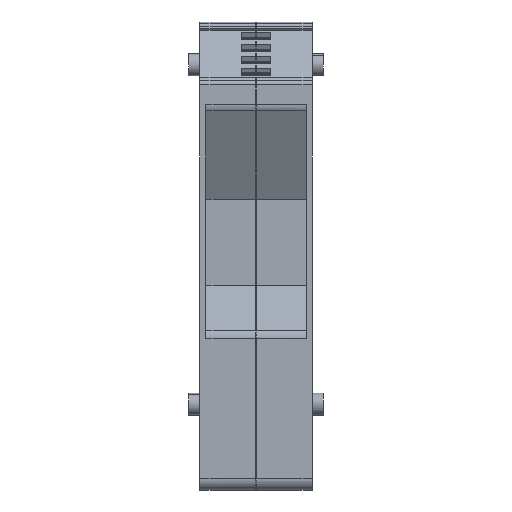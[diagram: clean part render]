
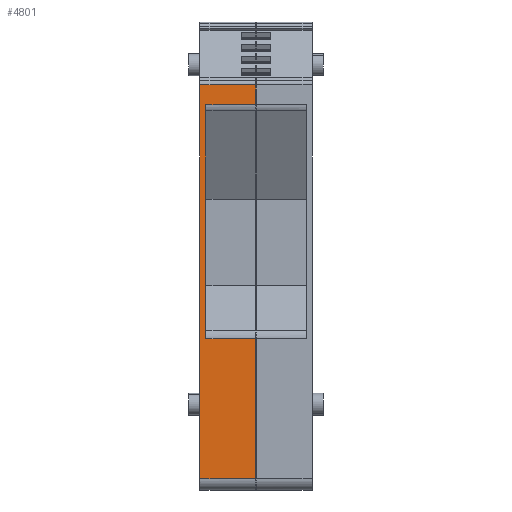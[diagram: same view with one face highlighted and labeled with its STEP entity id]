
A CAD part, front view. The second image highlights one B-rep face of the part: STEP entity #4801.
In plain terms, the highlighted planar face has unit normal (0, -1, 0).
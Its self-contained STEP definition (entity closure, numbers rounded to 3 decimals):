
#4761=AXIS2_PLACEMENT_3D('Plane Axis2P3D',#4758,#4759,#4760) ;
#808=CARTESIAN_POINT('Vertex',(12.15,0.,73.586)) ;
#811=CARTESIAN_POINT('Line Origine',(12.15,0.,42.5)) ;
#815=CARTESIAN_POINT('Vertex',(12.15,0.,69.964)) ;
#851=CARTESIAN_POINT('Vertex',(12.15,0.,27.472)) ;
#854=CARTESIAN_POINT('Line Origine',(12.15,0.,42.5)) ;
#858=CARTESIAN_POINT('Vertex',(12.15,0.,2.)) ;
#2240=CARTESIAN_POINT('Vertex',(3.1,0.,69.964)) ;
#2243=CARTESIAN_POINT('Line Origine',(3.1,0.,48.718)) ;
#2247=CARTESIAN_POINT('Vertex',(3.1,0.,27.472)) ;
#4649=CARTESIAN_POINT('Line Origine',(7.1,0.,2.)) ;
#4653=CARTESIAN_POINT('Vertex',(2.,0.,2.)) ;
#4673=CARTESIAN_POINT('Line Origine',(8.1,0.,27.472)) ;
#4746=CARTESIAN_POINT('Line Origine',(8.1,0.,69.964)) ;
#4758=CARTESIAN_POINT('Axis2P3D Location',(2.,0.,73.586)) ;
#4763=CARTESIAN_POINT('Line Origine',(7.075,0.,73.586)) ;
#4767=CARTESIAN_POINT('Vertex',(2.,0.,73.586)) ;
#4770=CARTESIAN_POINT('Line Origine',(2.,0.,71.775)) ;
#4774=CARTESIAN_POINT('Vertex',(2.,0.,69.964)) ;
#4777=CARTESIAN_POINT('Line Origine',(2.,0.,48.718)) ;
#4781=CARTESIAN_POINT('Vertex',(2.,0.,27.472)) ;
#4784=CARTESIAN_POINT('Line Origine',(2.,0.,14.736)) ;
#812=DIRECTION('Vector Direction',(0.,0.,1.)) ;
#855=DIRECTION('Vector Direction',(0.,0.,1.)) ;
#2244=DIRECTION('Vector Direction',(0.,0.,1.)) ;
#4650=DIRECTION('Vector Direction',(-1.,0.,0.)) ;
#4674=DIRECTION('Vector Direction',(1.,0.,0.)) ;
#4747=DIRECTION('Vector Direction',(1.,0.,0.)) ;
#4759=DIRECTION('Axis2P3D Direction',(0.,-1.,0.)) ;
#4760=DIRECTION('Axis2P3D XDirection',(0.,0.,-1.)) ;
#4764=DIRECTION('Vector Direction',(-1.,0.,0.)) ;
#4771=DIRECTION('Vector Direction',(0.,0.,-1.)) ;
#4778=DIRECTION('Vector Direction',(0.,0.,1.)) ;
#4785=DIRECTION('Vector Direction',(0.,0.,-1.)) ;
#813=VECTOR('Line Direction',#812,1.) ;
#856=VECTOR('Line Direction',#855,1.) ;
#2245=VECTOR('Line Direction',#2244,1.) ;
#4651=VECTOR('Line Direction',#4650,1.) ;
#4675=VECTOR('Line Direction',#4674,1.) ;
#4748=VECTOR('Line Direction',#4747,1.) ;
#4765=VECTOR('Line Direction',#4764,1.) ;
#4772=VECTOR('Line Direction',#4771,1.) ;
#4779=VECTOR('Line Direction',#4778,1.) ;
#4786=VECTOR('Line Direction',#4785,1.) ;
#4790=ORIENTED_EDGE('',*,*,#4655,.F.) ;
#4791=ORIENTED_EDGE('',*,*,#860,.F.) ;
#4792=ORIENTED_EDGE('',*,*,#4677,.T.) ;
#4793=ORIENTED_EDGE('',*,*,#2249,.T.) ;
#4794=ORIENTED_EDGE('',*,*,#4750,.F.) ;
#4795=ORIENTED_EDGE('',*,*,#817,.F.) ;
#4796=ORIENTED_EDGE('',*,*,#4769,.T.) ;
#4797=ORIENTED_EDGE('',*,*,#4776,.F.) ;
#4798=ORIENTED_EDGE('',*,*,#4783,.F.) ;
#4799=ORIENTED_EDGE('',*,*,#4788,.F.) ;
#4801=ADVANCED_FACE('GN',(#4800),#4762,.T.) ;
#817=EDGE_CURVE('',#809,#816,#814,.F.) ;
#860=EDGE_CURVE('',#852,#859,#857,.F.) ;
#2249=EDGE_CURVE('',#2248,#2241,#2246,.T.) ;
#4655=EDGE_CURVE('',#859,#4654,#4652,.T.) ;
#4677=EDGE_CURVE('',#852,#2248,#4676,.F.) ;
#4750=EDGE_CURVE('',#816,#2241,#4749,.F.) ;
#4769=EDGE_CURVE('',#809,#4768,#4766,.T.) ;
#4776=EDGE_CURVE('',#4775,#4768,#4773,.F.) ;
#4783=EDGE_CURVE('',#4782,#4775,#4780,.T.) ;
#4788=EDGE_CURVE('',#4654,#4782,#4787,.F.) ;
#4789=EDGE_LOOP('',(#4790,#4791,#4792,#4793,#4794,#4795,#4796,#4797,#4798,#4799)) ;
#4800=FACE_OUTER_BOUND('',#4789,.T.) ;
#814=LINE('Line',#811,#813) ;
#857=LINE('Line',#854,#856) ;
#2246=LINE('Line',#2243,#2245) ;
#4652=LINE('Line',#4649,#4651) ;
#4676=LINE('Line',#4673,#4675) ;
#4749=LINE('Line',#4746,#4748) ;
#4766=LINE('Line',#4763,#4765) ;
#4773=LINE('Line',#4770,#4772) ;
#4780=LINE('Line',#4777,#4779) ;
#4787=LINE('Line',#4784,#4786) ;
#4762=PLANE('',#4761) ;
#809=VERTEX_POINT('',#808) ;
#816=VERTEX_POINT('',#815) ;
#852=VERTEX_POINT('',#851) ;
#859=VERTEX_POINT('',#858) ;
#2241=VERTEX_POINT('',#2240) ;
#2248=VERTEX_POINT('',#2247) ;
#4654=VERTEX_POINT('',#4653) ;
#4768=VERTEX_POINT('',#4767) ;
#4775=VERTEX_POINT('',#4774) ;
#4782=VERTEX_POINT('',#4781) ;
